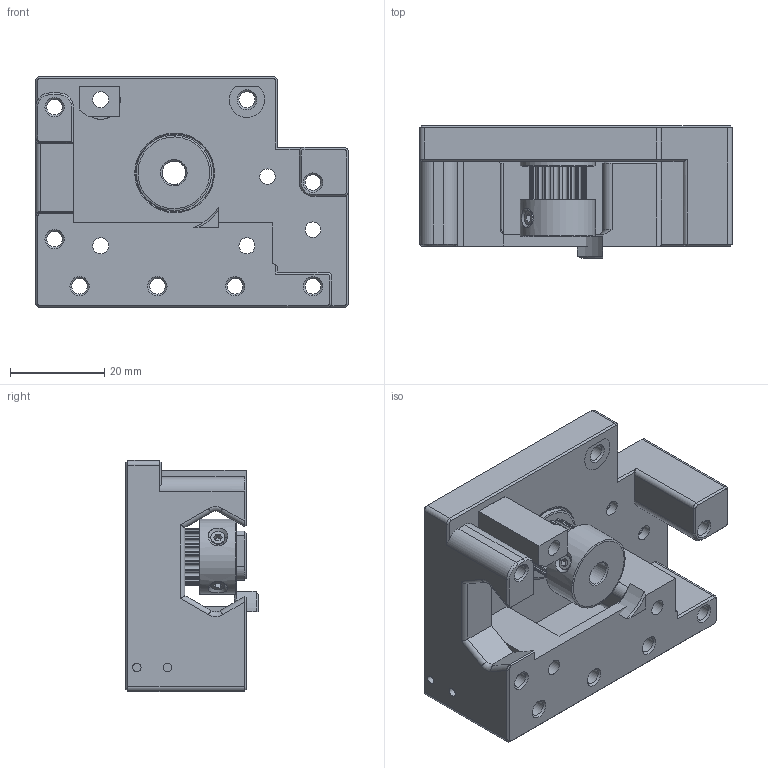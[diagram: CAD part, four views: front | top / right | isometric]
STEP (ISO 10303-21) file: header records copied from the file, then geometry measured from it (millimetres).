
FILE_DESCRIPTION(/* description */ (''),/* implementation_level */ '2;1');
FILE_NAME(/* name */ 'tulipN17 v1.step',/* time_stamp */ '2025-06-15T15:16:07+02:00',/* author */ (''),/* organization */ (''),/* preprocessor_version */ 'ST-DEVELOPER v20.1',/* originating_system */ 'Autodesk Translation Framework v14.10.0.0',/* authorisation */ '');
FILE_SCHEMA (('AUTOMOTIVE_DESIGN { 1 0 10303 214 3 1 1 }'));
Products named in the file (14): tulipN17; B_Drive (1); Top_Mount_B_x1 (1); [a]_Mid_Mount_B_x1 (1); Mount_Plate_B_x1 (1); Motor_Assembly (1); 625 - ZZ Bearing v1 (3); Outer (1) (1) (1) (1); Inner (1) (1) (1) (1); Middle (1) (1) (1) (1); GT2 20T 6mm Pulley (1) (1) (1); Pulley (1) (1) (1); Grub Screw (1) (1) (1); [a]_XY_Joint_spacer_hex (1) (5)
Assembly tree (14 placements, depth 5):
  tulipN17
    B_Drive (1)
      Top_Mount_B_x1 (1)
      [a]_Mid_Mount_B_x1 (1)
      Mount_Plate_B_x1 (1)
      Motor_Assembly (1)
        625 - ZZ Bearing v1 (3)
          Outer (1) (1) (1) (1)
          Inner (1) (1) (1) (1)
          Middle (1) (1) (1) (1)
        GT2 20T 6mm Pulley (1) (1) (1)
          Pulley (1) (1) (1)
          Grub Screw (1) (1) (1)  x2
      [a]_XY_Joint_spacer_hex (1) (5)
Bounding box: 66.3 x 28 x 49 mm (x, y, z)
Volume: 40615.7 mm3; surface area: 19695.8 mm2
Topology: 8 solids, 8 shells, 1277 faces, 3330 edges, 2086 vertices
Faces by surface type: bspline 481, plane 350, cylinder 215, cone 120, torus 67, sphere 44
Full cylindrical faces by diameter (mm): 1.8 x2, 3 x4, 3.3 x9, 3.4 x7, 4.7 x5, 5 x2, 7 x1, 7.1 x1, 7.5 x5, 13.3 x1, 13.9 x1, 14 x1, 15.1 x1, 16 x3, 16.5 x1
Entity records: 50502 total; most frequent: CARTESIAN_POINT 21517, ORIENTED_EDGE 6598, DIRECTION 5048, EDGE_CURVE 3299, VERTEX_POINT 2072, AXIS2_PLACEMENT_3D 1935, EDGE_LOOP 1342, FACE_OUTER_BOUND 1267
